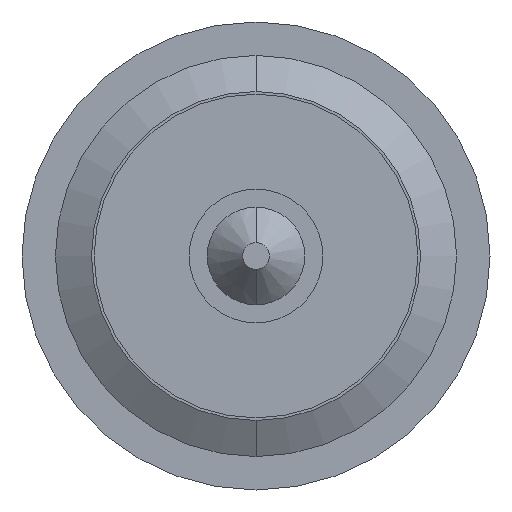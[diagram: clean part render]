
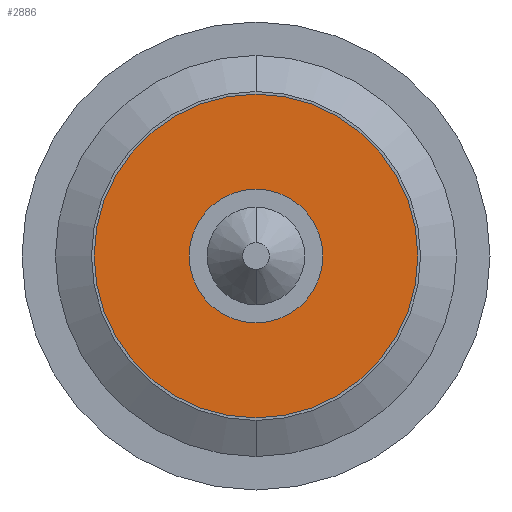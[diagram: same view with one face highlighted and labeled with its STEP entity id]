
A CAD part, front view. The second image highlights one B-rep face of the part: STEP entity #2886.
In plain terms, the highlighted planar face has unit normal (0, -1, 0).
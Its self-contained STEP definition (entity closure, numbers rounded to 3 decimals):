
#46 = CARTESIAN_POINT ( 'NONE',  ( 0., -13.1, 0. ) ) ;
#104 = VERTEX_POINT ( 'NONE', #2719 ) ;
#351 = EDGE_LOOP ( 'NONE', ( #1481, #3227 ) ) ;
#621 = CARTESIAN_POINT ( 'NONE',  ( 0., -13.1, 0. ) ) ;
#650 = DIRECTION ( 'NONE',  ( 0., -1., 0. ) ) ;
#678 = DIRECTION ( 'NONE',  ( 0., 0., 1. ) ) ;
#762 = EDGE_LOOP ( 'NONE', ( #2419, #3225 ) ) ;
#764 = EDGE_CURVE ( 'Defeature ausgef�hrt2_58+Defeature ausgef�hrt2_56+Defeature ausgef�hrt2_56+Defeature ausgef�hrt2_56', #104, #5284, #2763, .T. ) ;
#790 = CIRCLE ( 'NONE', #2697, 0.5 ) ;
#1066 = CIRCLE ( 'NONE', #2150, 1.21 ) ;
#1151 = CARTESIAN_POINT ( 'NONE',  ( 0., -13.1, 0.5 ) ) ;
#1440 = CARTESIAN_POINT ( 'NONE',  ( 0., -13.1, -1.21 ) ) ;
#1481 = ORIENTED_EDGE ( 'NONE', *, *, #3557, .F. ) ;
#1486 = DIRECTION ( 'NONE',  ( 0., 0., 1. ) ) ;
#1999 = VERTEX_POINT ( 'NONE', #1440 ) ;
#2150 = AXIS2_PLACEMENT_3D ( 'NONE', #621, #4586, #678 ) ;
#2415 = VERTEX_POINT ( 'NONE', #2624 ) ;
#2419 = ORIENTED_EDGE ( 'NONE', *, *, #2483, .F. ) ;
#2446 = CARTESIAN_POINT ( 'NONE',  ( 0., -13.1, 0. ) ) ;
#2457 = CARTESIAN_POINT ( 'NONE',  ( 0., -13.1, 0. ) ) ;
#2483 = EDGE_CURVE ( 'Defeature ausgef�hrt2_57+Defeature ausgef�hrt2_56+Defeature ausgef�hrt2_56+Defeature ausgef�hrt2_56', #2415, #1999, #1066, .T. ) ;
#2624 = CARTESIAN_POINT ( 'NONE',  ( 0., -13.1, 1.21 ) ) ;
#2697 = AXIS2_PLACEMENT_3D ( 'NONE', #2457, #650, #5434 ) ;
#2719 = CARTESIAN_POINT ( 'NONE',  ( 0., -13.1, -0.5 ) ) ;
#2763 = CIRCLE ( 'NONE', #3405, 0.5 ) ;
#2781 = DIRECTION ( 'NONE',  ( 0., 1., 0. ) ) ;
#2835 = DIRECTION ( 'NONE',  ( 0., 0., 1. ) ) ;
#2886 = ADVANCED_FACE ( 'Defeature ausgef�hrt2_56', ( #5011, #5453 ), #3265, .F. ) ;
#3040 = DIRECTION ( 'NONE',  ( 0., -1., 0. ) ) ;
#3225 = ORIENTED_EDGE ( 'NONE', *, *, #5641, .F. ) ;
#3227 = ORIENTED_EDGE ( 'NONE', *, *, #764, .F. ) ;
#3265 = PLANE ( 'NONE',  #5595 ) ;
#3405 = AXIS2_PLACEMENT_3D ( 'NONE', #46, #3040, #4846 ) ;
#3557 = EDGE_CURVE ( 'Defeature ausgef�hrt2_58+Defeature ausgef�hrt2_56+Defeature ausgef�hrt2_56+Defeature ausgef�hrt2_56', #5284, #104, #790, .T. ) ;
#4465 = CARTESIAN_POINT ( 'NONE',  ( 0.515, -13.1, 0. ) ) ;
#4586 = DIRECTION ( 'NONE',  ( 0., 1., 0. ) ) ;
#4846 = DIRECTION ( 'NONE',  ( 0., 0., 1. ) ) ;
#4979 = DIRECTION ( 'NONE',  ( 0., 1., 0. ) ) ;
#5011 = FACE_BOUND ( 'NONE', #351, .T. ) ;
#5078 = CIRCLE ( 'NONE', #5251, 1.21 ) ;
#5251 = AXIS2_PLACEMENT_3D ( 'NONE', #2446, #4979, #2835 ) ;
#5284 = VERTEX_POINT ( 'NONE', #1151 ) ;
#5434 = DIRECTION ( 'NONE',  ( 0., 0., 1. ) ) ;
#5453 = FACE_OUTER_BOUND ( 'NONE', #762, .T. ) ;
#5595 = AXIS2_PLACEMENT_3D ( 'NONE', #4465, #2781, #1486 ) ;
#5641 = EDGE_CURVE ( 'Defeature ausgef�hrt2_57+Defeature ausgef�hrt2_56+Defeature ausgef�hrt2_56+Defeature ausgef�hrt2_56', #1999, #2415, #5078, .T. ) ;
